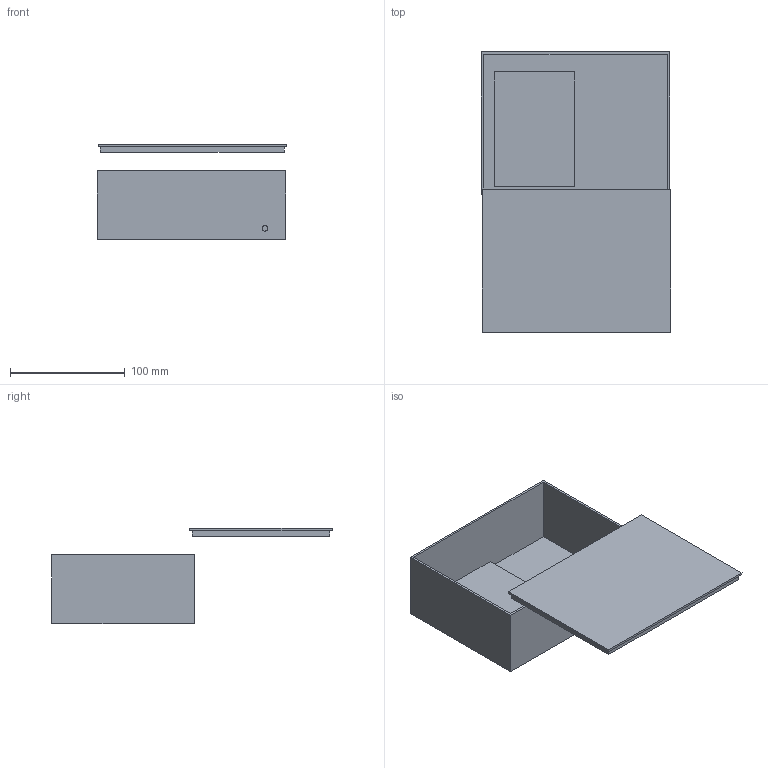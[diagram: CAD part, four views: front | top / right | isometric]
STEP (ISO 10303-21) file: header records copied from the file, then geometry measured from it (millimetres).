
FILE_DESCRIPTION(/* description */ (''),/* implementation_level */ '2;1');
FILE_NAME(/* name */ 'RECIEVER CASE.step',/* time_stamp */ '2025-07-10T21:57:08+05:30',/* author */ (''),/* organization */ (''),/* preprocessor_version */ 'ST-DEVELOPER v20.1',/* originating_system */ 'Autodesk Translation Framework v14.10.0.0',/* authorisation */ '');
FILE_SCHEMA (('AUTOMOTIVE_DESIGN { 1 0 10303 214 3 1 1 }'));
Length unit declared in the file: millimetre
Products named in the file (1): 2025-07-09-13-49-54-676
Bounding box: 164.67 x 244 x 82.9 mm (x, y, z)
Volume: 397192.7 mm3; surface area: 173808.1 mm2
Topology: 3 solids, 3 shells, 29 faces, 63 edges, 42 vertices
Faces by surface type: plane 28, cylinder 1
Full cylindrical faces by diameter (mm): 5 x1
Entity records: 891 total; most frequent: CARTESIAN_POINT 135, ORIENTED_EDGE 126, DIRECTION 125, EDGE_CURVE 63, LINE 61, VECTOR 61, VERTEX_POINT 42, EDGE_LOOP 33
